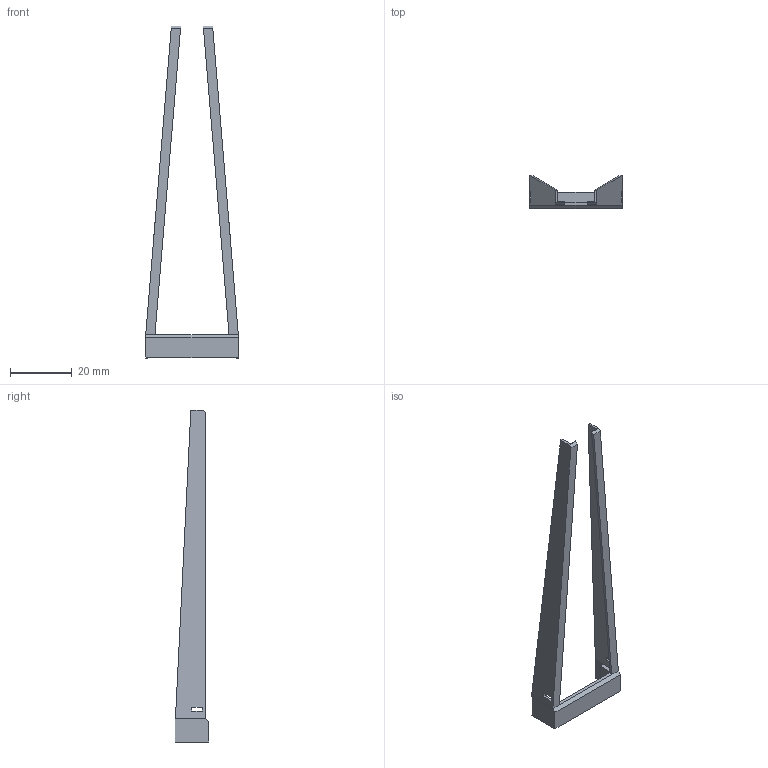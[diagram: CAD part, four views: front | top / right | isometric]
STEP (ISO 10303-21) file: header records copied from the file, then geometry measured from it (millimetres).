
FILE_DESCRIPTION (( 'STEP AP214' ), '1' );
FILE_NAME ('one_finger_front_casing.STEP', '2025-03-10T22:25:56', ( '' ), ( '' ), 'SwSTEP 2.0', 'SolidWorks 2024', '' );
FILE_SCHEMA (( 'AUTOMOTIVE_DESIGN' ));
Length unit declared in the file: millimetre
Products named in the file (1): one_finger_front_casing
Bounding box: 30 x 10.75 x 107.5 mm (x, y, z)
Volume: 2000.5 mm3; surface area: 5241.9 mm2
Topology: 1 solids, 1 shells, 55 faces, 149 edges, 96 vertices
Faces by surface type: plane 55
Entity records: 1718 total; most frequent: CARTESIAN_POINT 301, ORIENTED_EDGE 298, DIRECTION 261, VECTOR 149, LINE 149, EDGE_CURVE 149, VERTEX_POINT 96, EDGE_LOOP 61
